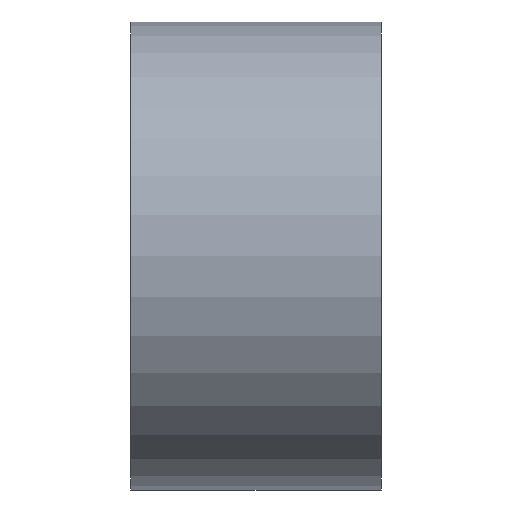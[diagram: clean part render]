
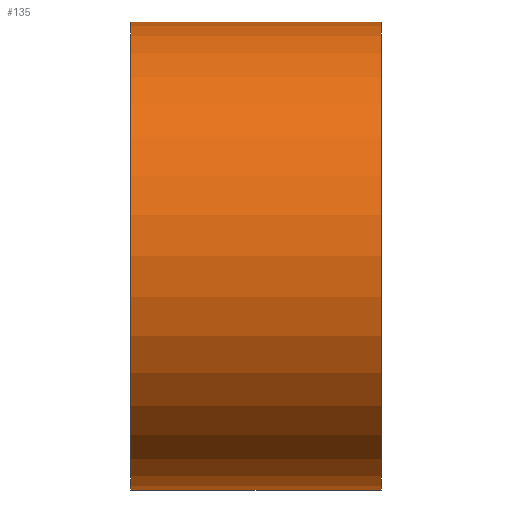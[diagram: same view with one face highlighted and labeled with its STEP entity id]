
A CAD part, front view. The second image highlights one B-rep face of the part: STEP entity #135.
In plain terms, the highlighted cylindrical face has radius 125 mm (diameter 250 mm), a full revolution.
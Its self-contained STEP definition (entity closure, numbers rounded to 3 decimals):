
#19=CYLINDRICAL_SURFACE('',#159,125.);
#32=FACE_BOUND('',#65,.T.);
#43=FACE_OUTER_BOUND('',#64,.T.);
#64=EDGE_LOOP('',(#119));
#65=EDGE_LOOP('',(#120));
#66=CIRCLE('',#139,125.);
#76=CIRCLE('',#158,125.);
#77=VERTEX_POINT('',#208);
#87=VERTEX_POINT('',#237);
#88=EDGE_CURVE('',#77,#77,#66,.T.);
#98=EDGE_CURVE('',#87,#87,#76,.T.);
#119=ORIENTED_EDGE('',*,*,#98,.T.);
#120=ORIENTED_EDGE('',*,*,#88,.F.);
#135=ADVANCED_FACE('',(#43,#32),#19,.T.);
#139=AXIS2_PLACEMENT_3D('',#209,#164,#165);
#158=AXIS2_PLACEMENT_3D('',#238,#202,#203);
#159=AXIS2_PLACEMENT_3D('',#239,#204,#205);
#164=DIRECTION('center_axis',(-1.,0.,0.));
#165=DIRECTION('ref_axis',(0.,0.,1.));
#202=DIRECTION('center_axis',(-1.,0.,0.));
#203=DIRECTION('ref_axis',(0.,0.,1.));
#204=DIRECTION('center_axis',(-1.,0.,0.));
#205=DIRECTION('ref_axis',(0.,-1.,0.));
#208=CARTESIAN_POINT('',(0.,-125.,0.));
#209=CARTESIAN_POINT('Origin',(0.,0.,0.));
#237=CARTESIAN_POINT('',(134.,-125.,0.));
#238=CARTESIAN_POINT('Origin',(134.,0.,0.));
#239=CARTESIAN_POINT('Origin',(67.,0.,0.));
